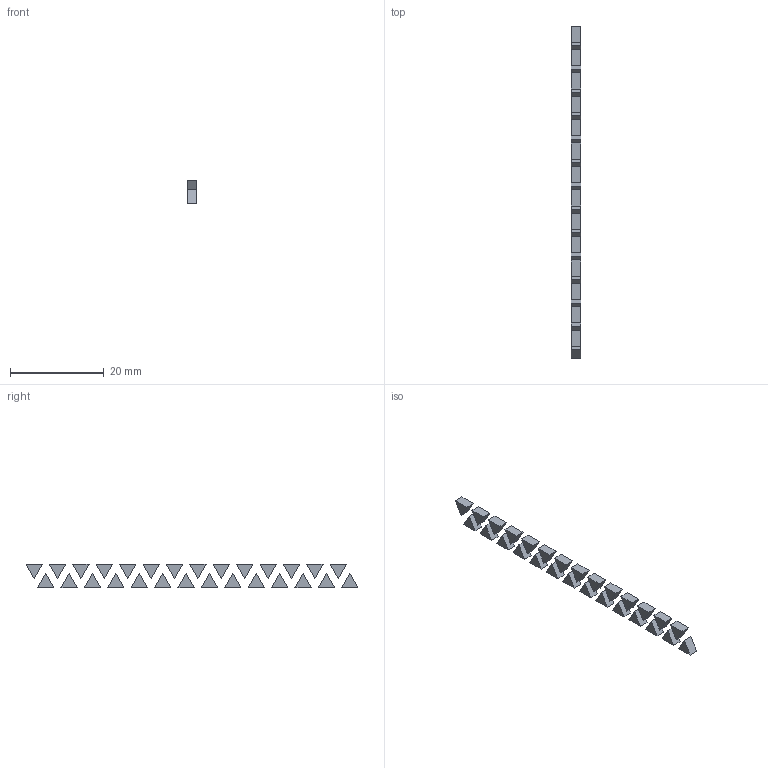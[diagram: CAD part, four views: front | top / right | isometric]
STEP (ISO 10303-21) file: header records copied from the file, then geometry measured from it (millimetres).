
FILE_DESCRIPTION(('HOOPS Exchange Step'),'2;1');
FILE_NAME('temp_export','2025-08-06T09:35:49+01:00',('mobile'),('Shapr3D Limited'),'HOOPS Exchange 2024.8','Shapr3D','Authorized');
FILE_SCHEMA( ('AP242_MANAGED_MODEL_BASED_3D_ENGINEERING_MIM_LF {1 0 10303 442 1 1 4}') );
Length unit declared in the file: millimetre
Products named in the file (5): clouds-cloud-svgrepo-com; Folder 54; Imported; root
Assembly tree (4 placements, depth 2):
  root
    clouds-cloud-svgrepo-com
    Folder 54
    Imported
    Imported
Bounding box: 2 x 70.94 x 4.91 mm (x, y, z)
Volume: 291 mm3; surface area: 873 mm2
Topology: 28 solids, 28 shells, 140 faces, 252 edges, 168 vertices
Faces by surface type: plane 140
Entity records: 3445 total; most frequent: CARTESIAN_POINT 570, DIRECTION 552, ORIENTED_EDGE 504, VECTOR 252, LINE 252, EDGE_CURVE 252, VERTEX_POINT 168, AXIS2_PLACEMENT_3D 150
